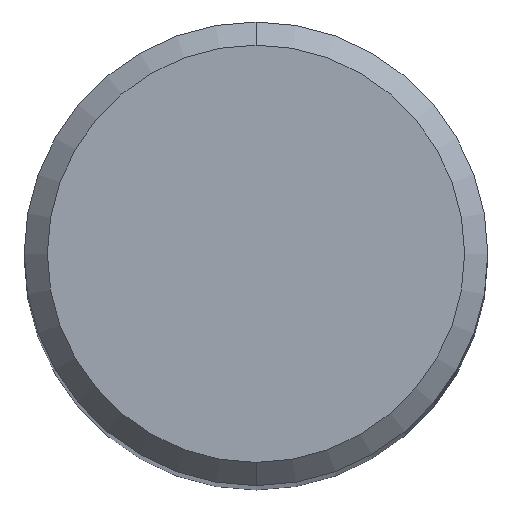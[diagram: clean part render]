
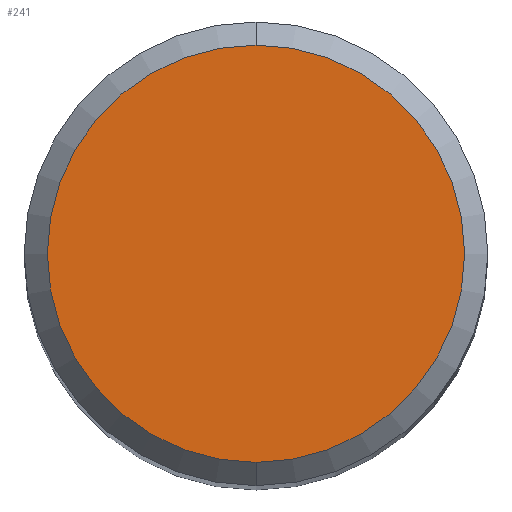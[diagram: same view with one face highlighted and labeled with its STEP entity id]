
A CAD part, top view. The second image highlights one B-rep face of the part: STEP entity #241.
In plain terms, the highlighted planar face has unit normal (0, 0, 1).
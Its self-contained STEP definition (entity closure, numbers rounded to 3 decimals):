
#241=ADVANCED_FACE('',(#554),#555,.T.);
#371=EDGE_CURVE('',#425,#389,#698,.T.);
#389=VERTEX_POINT('',#719);
#413=EDGE_CURVE('',#389,#425,#746,.T.);
#425=VERTEX_POINT('',#759);
#554=FACE_OUTER_BOUND('',#1001,.T.);
#555=PLANE('',#1002);
#698=CIRCLE('',#1290,4.5);
#719=CARTESIAN_POINT('',(0.0,4.5,0.0));
#746=CIRCLE('',#1387,4.5);
#759=CARTESIAN_POINT('',(0.,-4.5,0.0));
#1001=EDGE_LOOP('',(#1550,#1551));
#1002=AXIS2_PLACEMENT_3D('',#1552,#1553,#1554);
#1290=AXIS2_PLACEMENT_3D('',#1719,#1720,#1721);
#1387=AXIS2_PLACEMENT_3D('',#1788,#1789,#1790);
#1550=ORIENTED_EDGE('',*,*,#413,.F.);
#1551=ORIENTED_EDGE('',*,*,#371,.F.);
#1552=CARTESIAN_POINT('',(0.0,2.25,0.0));
#1553=DIRECTION('',(-0.0,0.0,1.0));
#1554=DIRECTION('',(0.0,-1.0,0.0));
#1719=CARTESIAN_POINT('',(0.0,0.0,0.0));
#1720=DIRECTION('',(0.0,0.0,-1.0));
#1721=DIRECTION('',(0.0,1.0,0.0));
#1788=CARTESIAN_POINT('',(0.0,0.0,0.0));
#1789=DIRECTION('',(0.0,0.0,-1.0));
#1790=DIRECTION('',(0.0,1.0,0.0));
